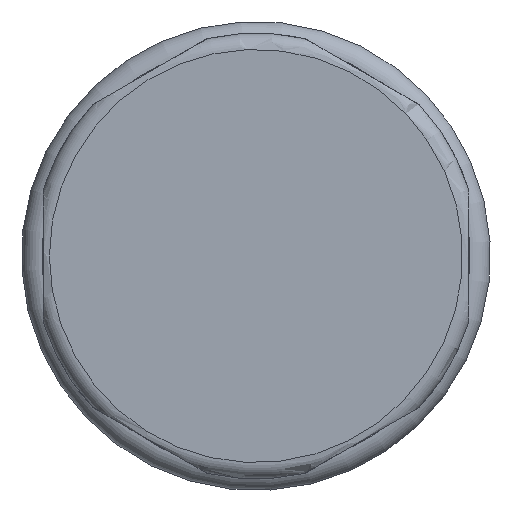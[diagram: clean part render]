
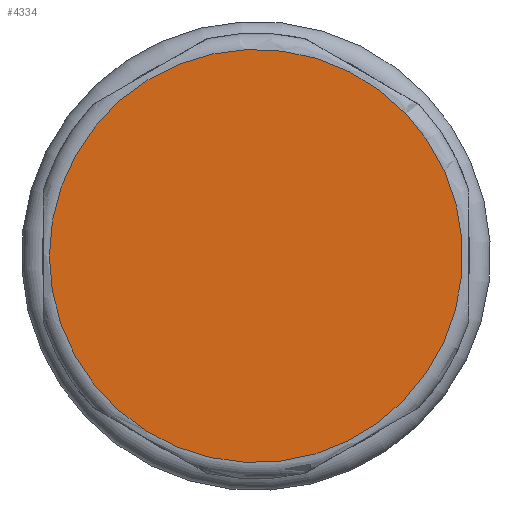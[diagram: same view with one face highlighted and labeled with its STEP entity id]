
A CAD part, left-side view. The second image highlights one B-rep face of the part: STEP entity #4334.
In plain terms, the highlighted planar face has unit normal (-1, 0, 0).
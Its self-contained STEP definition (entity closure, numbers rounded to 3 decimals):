
#874=PLANE('',#4696);
#1035=FACE_OUTER_BOUND('',#1343,.T.);
#1343=EDGE_LOOP('',(#3102));
#1653=CIRCLE('',#4674,10.2);
#1956=VERTEX_POINT('',#15436);
#2385=EDGE_CURVE('',#1956,#1956,#1653,.T.);
#3102=ORIENTED_EDGE('',*,*,#2385,.F.);
#4334=ADVANCED_FACE('',(#1035),#874,.T.);
#4674=AXIS2_PLACEMENT_3D('',#15437,#5132,#5133);
#4696=AXIS2_PLACEMENT_3D('',#15748,#5184,#5185);
#5132=DIRECTION('center_axis',(1.,0.,0.));
#5133=DIRECTION('ref_axis',(0.,-1.,0.));
#5184=DIRECTION('center_axis',(-1.,0.,0.));
#5185=DIRECTION('ref_axis',(0.,0.,1.));
#15436=CARTESIAN_POINT('',(0.,10.2,0.));
#15437=CARTESIAN_POINT('Origin',(0.,0.,0.));
#15748=CARTESIAN_POINT('Origin',(0.,8.65,0.));
